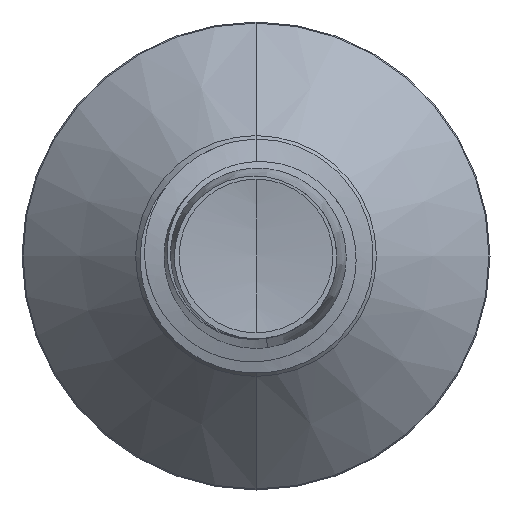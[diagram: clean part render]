
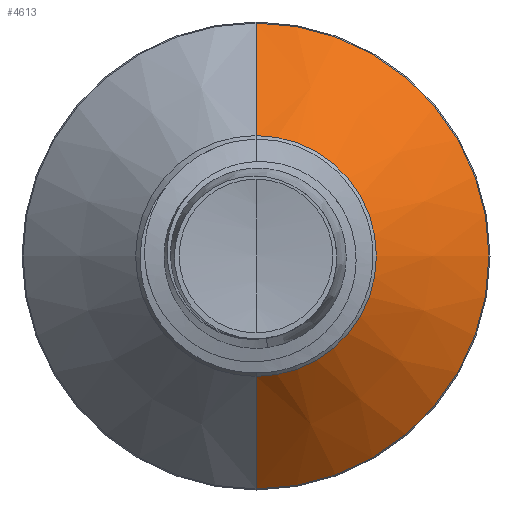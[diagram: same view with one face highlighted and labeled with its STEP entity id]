
A CAD part, front view. The second image highlights one B-rep face of the part: STEP entity #4613.
In plain terms, the highlighted conical face has half-angle 45 degrees and reference radius 3.088 mm.
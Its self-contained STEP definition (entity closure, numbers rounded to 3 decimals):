
#15 = DIRECTION ( 'NONE',  ( 0., 0., 1. ) ) ;
#121 = DIRECTION ( 'NONE',  ( 0., 0., 1. ) ) ;
#649 = EDGE_CURVE ( 'NONE', #12337, #1895, #5937, .T. ) ;
#1324 = CARTESIAN_POINT ( 'NONE',  ( 0., 2.239, 0. ) ) ;
#1418 = CIRCLE ( 'NONE', #2651, 5.974 ) ;
#1854 = CARTESIAN_POINT ( 'NONE',  ( 0., 2.239, 3.089 ) ) ;
#1895 = VERTEX_POINT ( 'NONE', #5901 ) ;
#2292 = CARTESIAN_POINT ( 'NONE',  ( 0., 5.124, 5.974 ) ) ;
#2332 = CARTESIAN_POINT ( 'NONE',  ( 0., 2.239, -3.089 ) ) ;
#2342 = DIRECTION ( 'NONE',  ( 0., 0., 1. ) ) ;
#2560 = DIRECTION ( 'NONE',  ( 0., 0.707, -0.707 ) ) ;
#2651 = AXIS2_PLACEMENT_3D ( 'NONE', #11670, #5876, #121 ) ;
#3491 = ORIENTED_EDGE ( 'NONE', *, *, #9201, .F. ) ;
#4461 = CONICAL_SURFACE ( 'NONE', #4518, 3.089, 0.785 ) ;
#4518 = AXIS2_PLACEMENT_3D ( 'NONE', #5782, #10614, #15 ) ;
#4613 = ADVANCED_FACE ( 'NONE', ( #9891 ), #4461, .T. ) ;
#5311 = LINE ( 'NONE', #10379, #10464 ) ;
#5782 = CARTESIAN_POINT ( 'NONE',  ( 0., 2.239, 0. ) ) ;
#5876 = DIRECTION ( 'NONE',  ( 0., 1., 0. ) ) ;
#5901 = CARTESIAN_POINT ( 'NONE',  ( 0., 5.124, -5.974 ) ) ;
#5937 = LINE ( 'NONE', #9226, #10793 ) ;
#7977 = DIRECTION ( 'NONE',  ( 0., 1., 0. ) ) ;
#8312 = DIRECTION ( 'NONE',  ( 0., 0.707, 0.707 ) ) ;
#8769 = EDGE_CURVE ( 'NONE', #11724, #1895, #1418, .T. ) ;
#8900 = ORIENTED_EDGE ( 'NONE', *, *, #649, .T. ) ;
#9163 = ORIENTED_EDGE ( 'NONE', *, *, #8769, .F. ) ;
#9201 = EDGE_CURVE ( 'NONE', #11264, #11724, #5311, .T. ) ;
#9226 = CARTESIAN_POINT ( 'NONE',  ( 0., 2.239, -3.089 ) ) ;
#9673 = CIRCLE ( 'NONE', #9796, 3.089 ) ;
#9796 = AXIS2_PLACEMENT_3D ( 'NONE', #1324, #7977, #2342 ) ;
#9891 = FACE_OUTER_BOUND ( 'NONE', #12240, .T. ) ;
#10379 = CARTESIAN_POINT ( 'NONE',  ( 0., 2.239, 3.089 ) ) ;
#10464 = VECTOR ( 'NONE', #8312, 1000. ) ;
#10614 = DIRECTION ( 'NONE',  ( 0., 1., 0. ) ) ;
#10793 = VECTOR ( 'NONE', #2560, 1000. ) ;
#11264 = VERTEX_POINT ( 'NONE', #1854 ) ;
#11434 = ORIENTED_EDGE ( 'NONE', *, *, #11629, .T. ) ;
#11629 = EDGE_CURVE ( 'NONE', #11264, #12337, #9673, .T. ) ;
#11670 = CARTESIAN_POINT ( 'NONE',  ( 0., 5.124, 0. ) ) ;
#11724 = VERTEX_POINT ( 'NONE', #2292 ) ;
#12240 = EDGE_LOOP ( 'NONE', ( #11434, #8900, #9163, #3491 ) ) ;
#12337 = VERTEX_POINT ( 'NONE', #2332 ) ;
